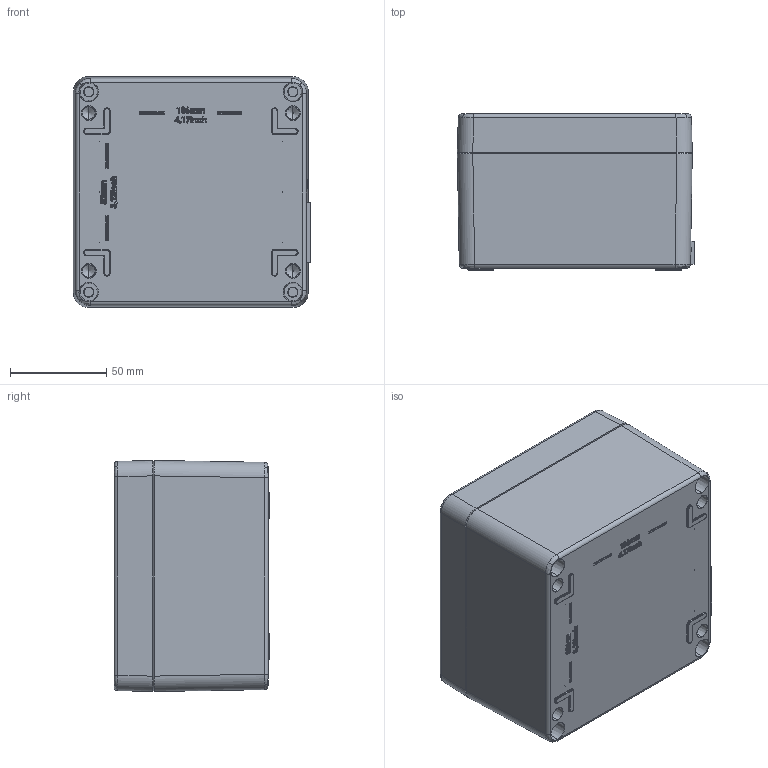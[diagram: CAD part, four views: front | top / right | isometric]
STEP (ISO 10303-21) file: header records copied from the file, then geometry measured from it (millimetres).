
FILE_DESCRIPTION (( 'STEP AP214' ), '1' );
FILE_NAME ('25121208.STEP', '2012-06-14T05:59:13', ( ' ' ), ( '' ), 'SwSTEP 2.0', 'SolidWorks 2011', '' );
FILE_SCHEMA (( 'AUTOMOTIVE_DESIGN' ));
Length unit declared in the file: millimetre
Products named in the file (10): 92441; 92081; 83171; 95947; 01121208_Ex Ausführung; 82014; 93134; 02151; 01151_Bearbeitung_n_ZngNr.:_01-2-011510-01-0; 25121208
Assembly tree (12 placements, depth 3):
  25121208
    01121208_Ex Ausführung
      82014
      93134  x4
      01151_Bearbeitung_n_ZngNr.:_01-2-011510-01-0
      02151
    92081
    83171
    95947
    92441
Bounding box: 123.23 x 81 x 120 mm (x, y, z)
Volume: 330267.3 mm3; surface area: 151078.1 mm2
Topology: 11 solids, 11 shells, 2401 faces, 5575 edges, 2930 vertices
Faces by surface type: bspline 831, cylinder 690, plane 465, cone 170, sphere 157, torus 88
Entity records: 96692 total; most frequent: CARTESIAN_POINT 52910, ORIENTED_EDGE 10014, DIRECTION 7534, EDGE_CURVE 5007, AXIS2_PLACEMENT_3D 2903, VERTEX_POINT 2780, EDGE_LOOP 2415, ADVANCED_FACE 2308
